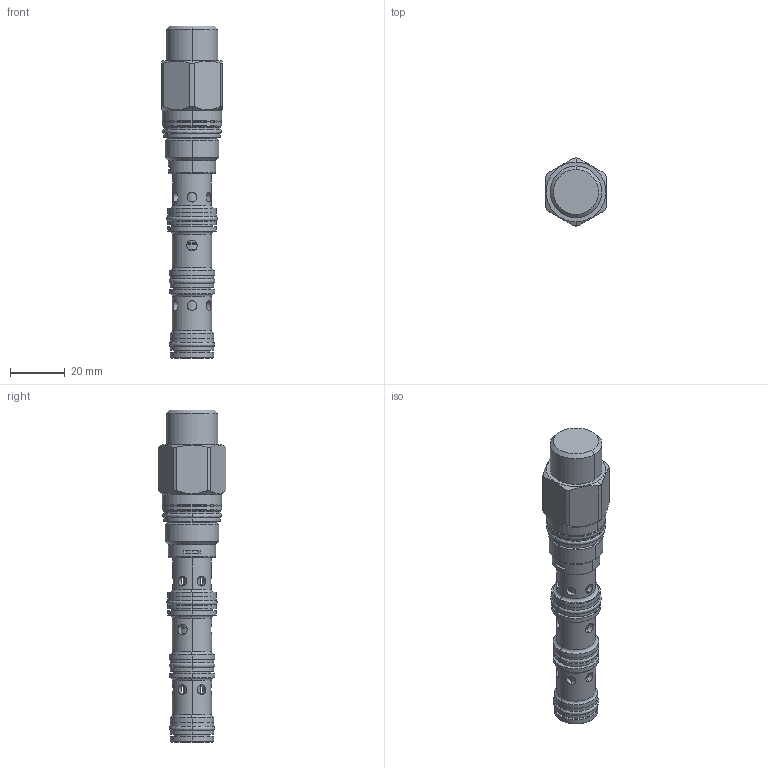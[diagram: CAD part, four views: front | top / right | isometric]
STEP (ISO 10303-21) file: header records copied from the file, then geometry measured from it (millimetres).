
FILE_DESCRIPTION((''),'2;1');
FILE_NAME('DSCL-XGN_PRT','2015-03-11T',('Administrator'),(''),'PRO/ENGINEER BY PARAMETRIC TECHNOLOGY CORPORATION, 2006240','PRO/ENGINEER BY PARAMETRIC TECHNOLOGY CORPORATION, 2006240','');
FILE_SCHEMA(('CONFIG_CONTROL_DESIGN'));
Length unit declared in the file: inch
Products named in the file (1): DSCL-XGN_PRT
Bounding box: 22.23 x 24.84 x 121.37 mm (x, y, z)
Volume: 25000.6 mm3; surface area: 18145.5 mm2
Topology: 5 solids, 6 shells, 446 faces, 968 edges, 584 vertices
Faces by surface type: cylinder 200, torus 98, plane 74, cone 60, revolution 14
Entity records: 14667 total; most frequent: CARTESIAN_POINT 4565, DIRECTION 2310, ORIENTED_EDGE 1932, AXIS2_PLACEMENT_3D 1014, EDGE_CURVE 966, VERTEX_POINT 584, CIRCLE 582, EDGE_LOOP 542
